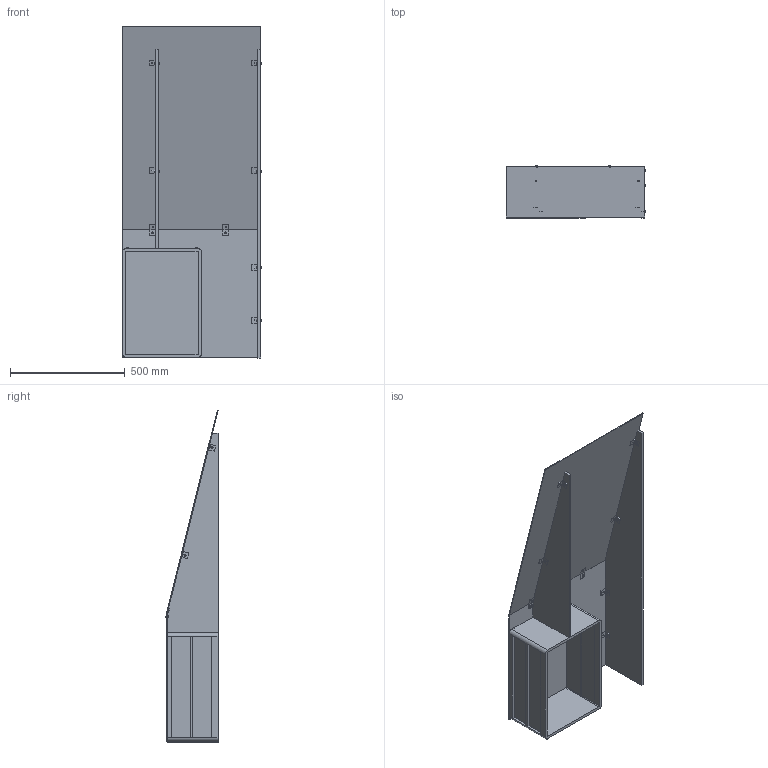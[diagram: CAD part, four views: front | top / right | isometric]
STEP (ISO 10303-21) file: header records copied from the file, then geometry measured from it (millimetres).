
FILE_DESCRIPTION(/* description */ (''),/* implementation_level */ '2;1');
FILE_NAME(/* name */ 'Bucket Ramp_Red.iam.stp',/* time_stamp */ '2014-12-18T16:49:56-08:00',/* author */ ('Autodesk Inc.'),/* organization */ ('Autodesk Inc.'),/* preprocessor_version */ 'ST-DEVELOPER v15.6',/* originating_system */ 'Autodesk Inventor 2015',/* authorisation */ '');
FILE_SCHEMA (('AUTOMOTIVE_DESIGN { 1 0 10303 214 3 1 1 }'));
Length unit declared in the file: inch
Products named in the file (12): folding crate; plateau_Red; field Side Support v3; Ramp_Red; Bracket 90 - Bolt Bottom; Ramp Rib v4; Bracket 15; 10-32 x 0_375 BHCS; 10-32 x 0_75 SHCS; 0_125 rivet; 10-32 thin nylock nut; Bucket Ramp_Red
Assembly tree (37 placements, depth 2):
  Bucket Ramp_Red
    folding crate
    plateau_Red
    field Side Support v3
    Ramp_Red
    Bracket 90 - Bolt Bottom  x6
    Ramp Rib v4
    Bracket 15  x2
    10-32 x 0_375 BHCS  x2
    10-32 x 0_75 SHCS  x6
    0_125 rivet  x8
    10-32 thin nylock nut  x8
Bounding box: 608.08 x 227.82 x 1446.51 mm (x, y, z)
Volume: 12305222.2 mm3; surface area: 3603052.3 mm2
Topology: 37 solids, 37 shells, 525 faces, 1178 edges, 744 vertices
Faces by surface type: plane 373, cylinder 120, sphere 16, cone 14, bspline 2
Full cylindrical faces by diameter (mm): 3.175 x8, 3.251 x18, 4.826 x16, 5.334 x14, 7.938 x6, 9.169 x2
Entity records: 5842 total; most frequent: DIRECTION 982, CARTESIAN_POINT 958, ORIENTED_EDGE 824, EDGE_CURVE 412, AXIS2_PLACEMENT_3D 335, LINE 312, VECTOR 312, VERTEX_POINT 281
